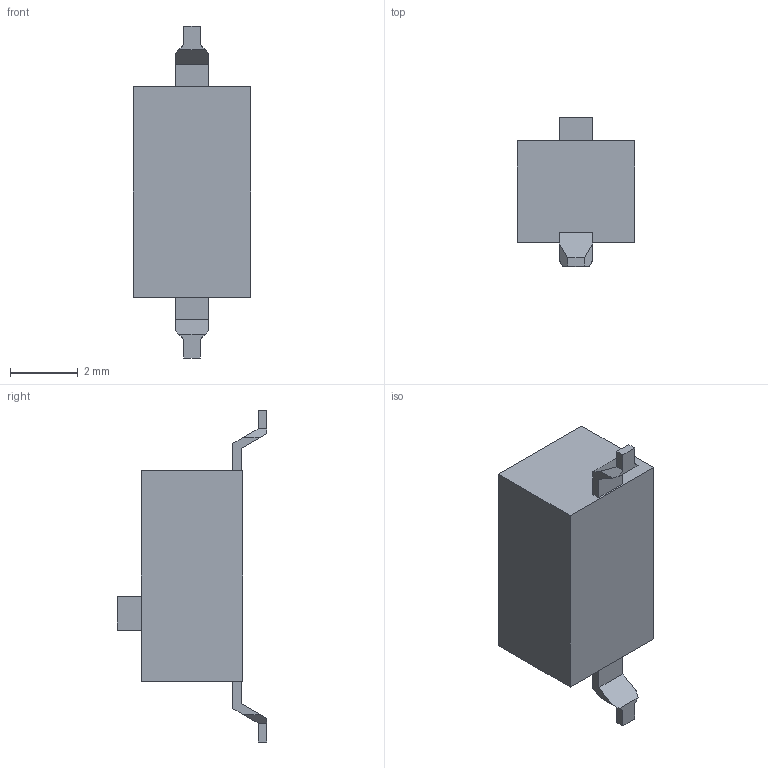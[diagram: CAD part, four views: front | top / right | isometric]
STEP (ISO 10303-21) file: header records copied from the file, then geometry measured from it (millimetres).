
FILE_DESCRIPTION(('STEP AP214'),'1');
FILE_NAME(' ',' ',('TraceParts'),('TraceParts S.A.'),'XStep 1.0',' ',' ');
FILE_SCHEMA(('automotive_design'));
Length unit declared in the file: millimetre
Products named in the file (1): 1
Bounding box: 3.48 x 4.4 x 9.8 mm (x, y, z)
Volume: 63.3 mm3; surface area: 126.8 mm2
Topology: 1 solids, 1 shells, 42 faces, 104 edges, 68 vertices
Faces by surface type: plane 42
Entity records: 2428 total; most frequent: CARTESIAN_POINT 215, STYLED_ITEM 214, PRESENTATION_STYLE_ASSIGNMENT 214, COLOUR_RGB 214, ORIENTED_EDGE 208, DIRECTION 190, EDGE_CURVE 104, CURVE_STYLE 104
